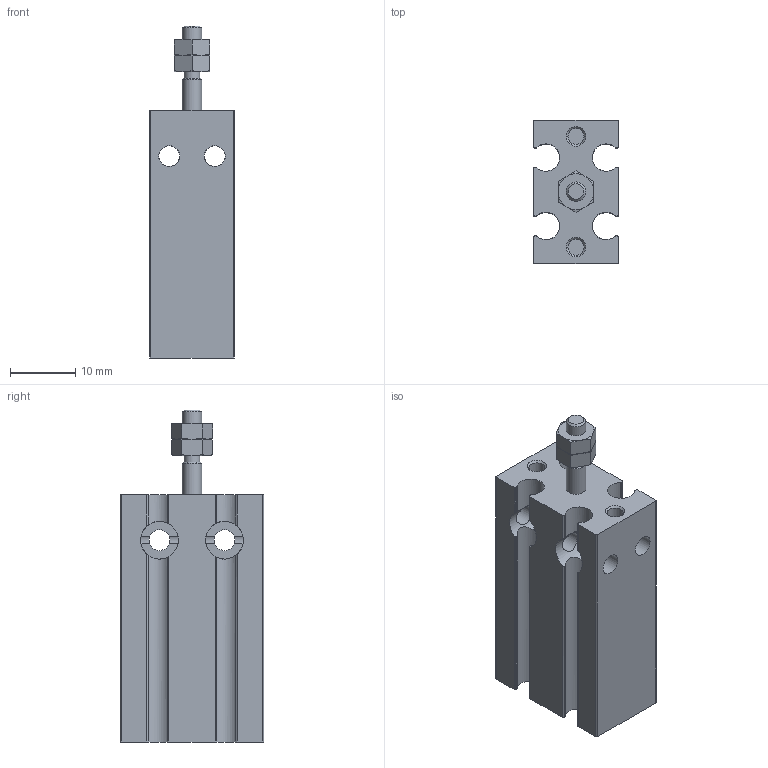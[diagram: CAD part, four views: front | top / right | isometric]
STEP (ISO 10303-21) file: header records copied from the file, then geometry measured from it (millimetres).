
FILE_DESCRIPTION( ( 'STEP AP203' ), '1' );
FILE_NAME( 'EU6X5-0()(0).stp', '2021-10-12T02:15:24', ( 'License CC BY-ND 4.0' ), ( 'CADENAS' ), ' ', 'PARTsolutions', ' ' );
FILE_SCHEMA( ( 'CONFIG_CONTROL_DESIGN' ) );
Length unit declared in the file: millimetre
Products named in the file (4): EU6X5-0()(0); _EU6X5-0()(0-dummy); _EU6X5-()(-body); _EU6X5-(0-rod)
Assembly tree (3 placements, depth 2):
  EU6X5-0()(0)
    _EU6X5-0()(0-dummy)
    _EU6X5-()(-body)
    _EU6X5-(0-rod)
Bounding box: 13 x 22 x 51 mm (x, y, z)
Volume: 8269.3 mm3; surface area: 5741.3 mm2
Topology: 2 solids, 2 shells, 158 faces, 420 edges, 267 vertices
Faces by surface type: cylinder 68, plane 60, cone 30
Full cylindrical faces by diameter (mm): 2.387 x1, 2.459 x4, 3 x3, 3.2 x8, 4.134 x2, 5.8 x4, 6 x2
Entity records: 5401 total; most frequent: CARTESIAN_POINT 1607, ORIENTED_EDGE 752, DIRECTION 736, EDGE_CURVE 376, AXIS2_PLACEMENT_3D 294, VERTEX_POINT 252, EDGE_LOOP 204, FACE_OUTER_BOUND 182
